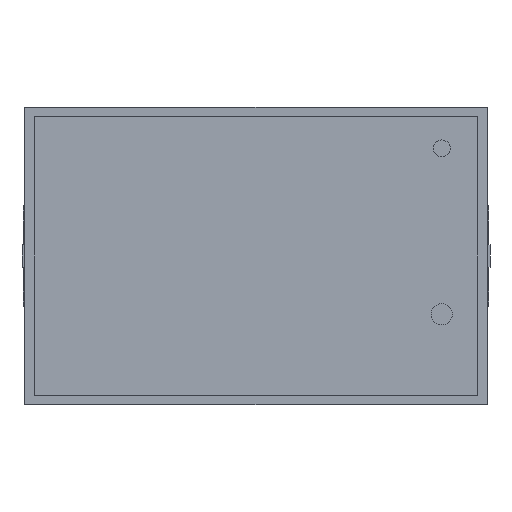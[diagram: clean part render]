
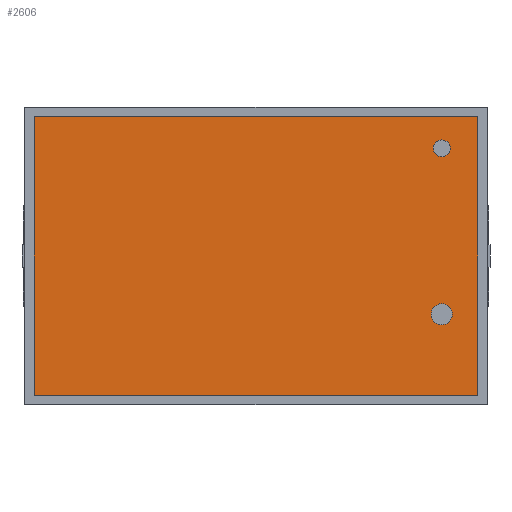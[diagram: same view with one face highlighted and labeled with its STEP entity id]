
A CAD part, front view. The second image highlights one B-rep face of the part: STEP entity #2606.
In plain terms, the highlighted planar face has unit normal (0, -1, 0).
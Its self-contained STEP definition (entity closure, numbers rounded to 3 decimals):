
#52=FACE_BOUND('',#382,.T.);
#53=FACE_BOUND('',#383,.T.);
#74=PLANE('',#2814);
#217=FACE_OUTER_BOUND('',#381,.T.);
#381=EDGE_LOOP('',(#1892,#1893,#1894,#1895));
#382=EDGE_LOOP('',(#1896));
#383=EDGE_LOOP('',(#1897));
#556=LINE('',#3788,#878);
#559=LINE('',#3794,#881);
#562=LINE('',#3800,#884);
#565=LINE('',#3804,#887);
#878=VECTOR('',#3049,10.);
#881=VECTOR('',#3054,10.);
#884=VECTOR('',#3059,10.);
#887=VECTOR('',#3064,10.);
#1185=CIRCLE('',#2798,25.);
#1187=CIRCLE('',#2802,20.);
#1229=VERTEX_POINT('',#3745);
#1231=VERTEX_POINT('',#3752);
#1242=VERTEX_POINT('',#3785);
#1243=VERTEX_POINT('',#3787);
#1245=VERTEX_POINT('',#3793);
#1247=VERTEX_POINT('',#3799);
#1474=EDGE_CURVE('',#1229,#1229,#1185,.T.);
#1477=EDGE_CURVE('',#1231,#1231,#1187,.T.);
#1492=EDGE_CURVE('',#1243,#1242,#556,.T.);
#1495=EDGE_CURVE('',#1245,#1243,#559,.T.);
#1498=EDGE_CURVE('',#1247,#1245,#562,.T.);
#1501=EDGE_CURVE('',#1242,#1247,#565,.T.);
#1892=ORIENTED_EDGE('',*,*,#1501,.T.);
#1893=ORIENTED_EDGE('',*,*,#1498,.T.);
#1894=ORIENTED_EDGE('',*,*,#1495,.T.);
#1895=ORIENTED_EDGE('',*,*,#1492,.T.);
#1896=ORIENTED_EDGE('',*,*,#1474,.T.);
#1897=ORIENTED_EDGE('',*,*,#1477,.T.);
#2606=ADVANCED_FACE('',(#217,#52,#53),#74,.T.);
#2798=AXIS2_PLACEMENT_3D('',#3747,#3010,#3011);
#2802=AXIS2_PLACEMENT_3D('',#3754,#3019,#3020);
#2814=AXIS2_PLACEMENT_3D('',#3806,#3067,#3068);
#3010=DIRECTION('center_axis',(0.,1.,0.));
#3011=DIRECTION('ref_axis',(1.,0.,0.));
#3019=DIRECTION('center_axis',(0.,1.,0.));
#3020=DIRECTION('ref_axis',(1.,0.,0.));
#3049=DIRECTION('',(0.,0.,-1.));
#3054=DIRECTION('',(-1.,0.,0.));
#3059=DIRECTION('',(0.,0.,1.));
#3064=DIRECTION('',(1.,0.,0.));
#3067=DIRECTION('center_axis',(0.,-1.,0.));
#3068=DIRECTION('ref_axis',(0.,0.,-1.));
#3745=CARTESIAN_POINT('',(415.,-370.,-138.));
#3747=CARTESIAN_POINT('Origin',(440.,-370.,-138.));
#3752=CARTESIAN_POINT('',(420.,-370.,255.));
#3754=CARTESIAN_POINT('Origin',(440.,-370.,255.));
#3785=CARTESIAN_POINT('',(-525.,-370.,-330.));
#3787=CARTESIAN_POINT('',(-525.,-370.,330.));
#3788=CARTESIAN_POINT('',(-525.,-370.,-330.));
#3793=CARTESIAN_POINT('',(525.,-370.,330.));
#3794=CARTESIAN_POINT('',(-525.,-370.,330.));
#3799=CARTESIAN_POINT('',(525.,-370.,-330.));
#3800=CARTESIAN_POINT('',(525.,-370.,330.));
#3804=CARTESIAN_POINT('',(525.,-370.,-330.));
#3806=CARTESIAN_POINT('Origin',(0.,-370.,0.));
